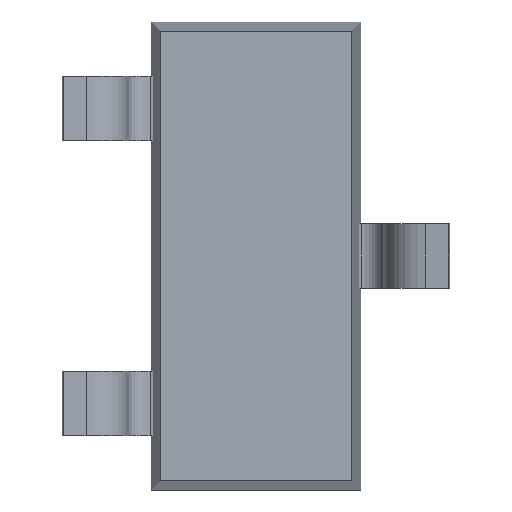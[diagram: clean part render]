
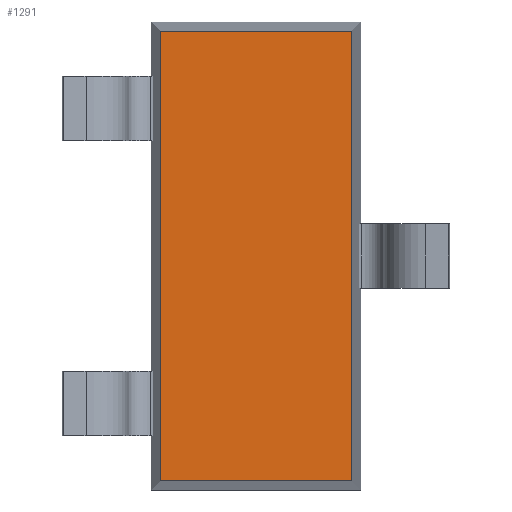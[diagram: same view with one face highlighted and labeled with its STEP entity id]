
A CAD part, front view. The second image highlights one B-rep face of the part: STEP entity #1291.
In plain terms, the highlighted planar face has unit normal (0, -1, 0).
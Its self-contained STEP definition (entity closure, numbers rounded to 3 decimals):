
#53 = AXIS2_PLACEMENT_3D ( 'NONE', #1334, #1060, #1048 ) ;
#294 = VERTEX_POINT ( 'NONE', #691 ) ;
#489 = ORIENTED_EDGE ( 'NONE', *, *, #1283, .F. ) ;
#564 = CARTESIAN_POINT ( 'NONE',  ( 0.592, 0.1, 0. ) ) ;
#579 = EDGE_LOOP ( 'NONE', ( #995, #489, #1260, #618 ) ) ;
#618 = ORIENTED_EDGE ( 'NONE', *, *, #962, .F. ) ;
#620 = DIRECTION ( 'NONE',  ( 0., 0., -1. ) ) ;
#691 = CARTESIAN_POINT ( 'NONE',  ( 0.592, 0.1, 1.392 ) ) ;
#763 = DIRECTION ( 'NONE',  ( 1., 0., 0. ) ) ;
#778 = FACE_OUTER_BOUND ( 'NONE', #579, .T. ) ;
#781 = LINE ( 'NONE', #1107, #806 ) ;
#784 = LINE ( 'NONE', #1047, #788 ) ;
#786 = CARTESIAN_POINT ( 'NONE',  ( 0., 0.1, 1.392 ) ) ;
#788 = VECTOR ( 'NONE', #1039, 1000. ) ;
#806 = VECTOR ( 'NONE', #1035, 1000. ) ;
#834 = CARTESIAN_POINT ( 'NONE',  ( -0.592, 0.1, -1.392 ) ) ;
#839 = VECTOR ( 'NONE', #763, 1000. ) ;
#862 = LINE ( 'NONE', #786, #839 ) ;
#864 = VECTOR ( 'NONE', #620, 1000. ) ;
#867 = LINE ( 'NONE', #564, #864 ) ;
#880 = VERTEX_POINT ( 'NONE', #1591 ) ;
#962 = EDGE_CURVE ( 'NONE', #294, #880, #867, .T. ) ;
#995 = ORIENTED_EDGE ( 'NONE', *, *, #1034, .F. ) ;
#1034 = EDGE_CURVE ( 'NONE', #1275, #294, #862, .T. ) ;
#1035 = DIRECTION ( 'NONE',  ( -1., 0., 0. ) ) ;
#1037 = CARTESIAN_POINT ( 'NONE',  ( -0.592, 0.1, 1.392 ) ) ;
#1039 = DIRECTION ( 'NONE',  ( 0., 0., 1. ) ) ;
#1047 = CARTESIAN_POINT ( 'NONE',  ( -0.592, 0.1, 0. ) ) ;
#1048 = DIRECTION ( 'NONE',  ( 0., 0., 1. ) ) ;
#1053 = PLANE ( 'NONE',  #53 ) ;
#1060 = DIRECTION ( 'NONE',  ( 0., 1., 0. ) ) ;
#1107 = CARTESIAN_POINT ( 'NONE',  ( 0., 0.1, -1.392 ) ) ;
#1121 = VERTEX_POINT ( 'NONE', #834 ) ;
#1260 = ORIENTED_EDGE ( 'NONE', *, *, #1316, .F. ) ;
#1275 = VERTEX_POINT ( 'NONE', #1037 ) ;
#1283 = EDGE_CURVE ( 'NONE', #1121, #1275, #784, .T. ) ;
#1291 = ADVANCED_FACE ( 'NONE', ( #778 ), #1053, .F. ) ;
#1316 = EDGE_CURVE ( 'NONE', #880, #1121, #781, .T. ) ;
#1334 = CARTESIAN_POINT ( 'NONE',  ( 0., 0.1, 0. ) ) ;
#1591 = CARTESIAN_POINT ( 'NONE',  ( 0.592, 0.1, -1.392 ) ) ;
